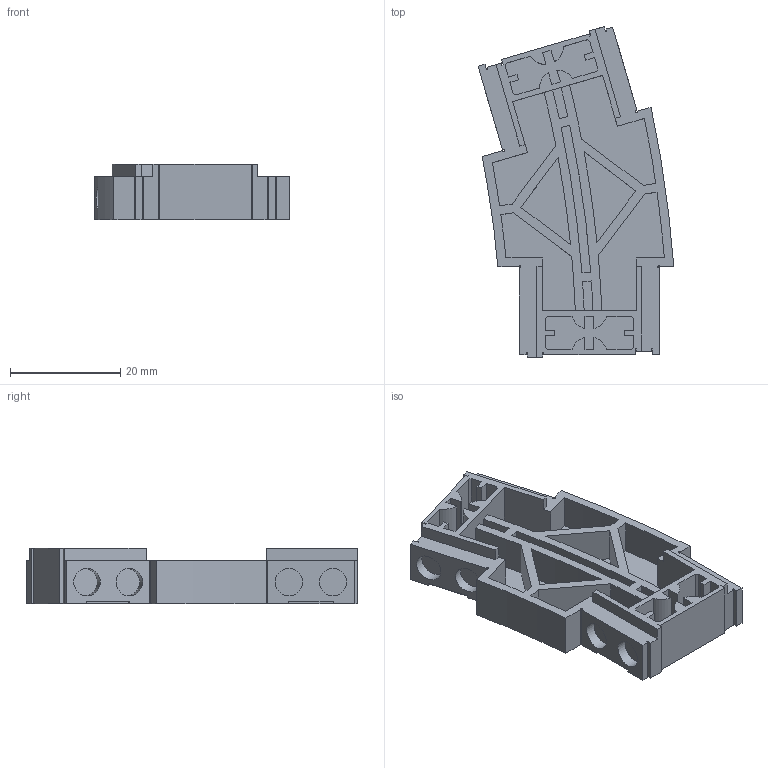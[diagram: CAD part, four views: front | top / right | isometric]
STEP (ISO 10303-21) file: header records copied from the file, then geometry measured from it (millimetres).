
FILE_DESCRIPTION(('Open CASCADE Model'),'2;1');
FILE_NAME('Open CASCADE Shape Model','2025-01-19T18:57:53',('Author'),( 'Open CASCADE'),'Open CASCADE STEP processor 7.7','Open CASCADE 7.7' ,'Unknown');
FILE_SCHEMA(('AUTOMOTIVE_DESIGN { 1 0 10303 214 1 1 1 1 }'));
Length unit declared in the file: millimetre
Products named in the file (1): Open CASCADE STEP translator 7.7 22
Bounding box: 35.47 x 59.93 x 10 mm (x, y, z)
Volume: 7088 mm3; surface area: 8789.1 mm2
Topology: 1 solids, 1 shells, 201 faces, 558 edges, 372 vertices
Faces by surface type: plane 163, cylinder 38
Full cylindrical faces by diameter (mm): 5 x8
Entity records: 13767 total; most frequent: CARTESIAN_POINT 2518, DIRECTION 2109, LINE 1522, VECTOR 1522, ORIENTED_EDGE 1116, PCURVE 1116, DEFINITIONAL_REPRESENTATION 1116, EDGE_CURVE 558
